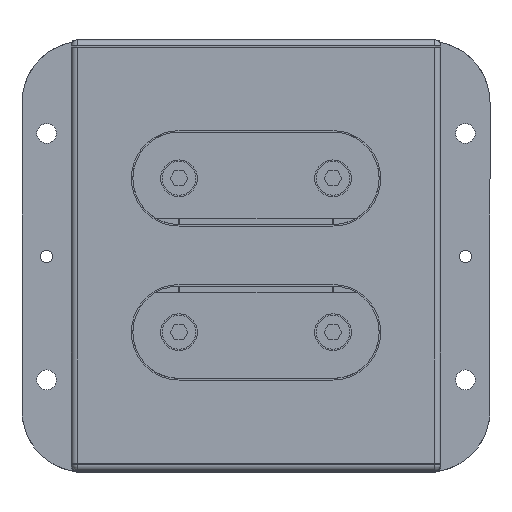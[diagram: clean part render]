
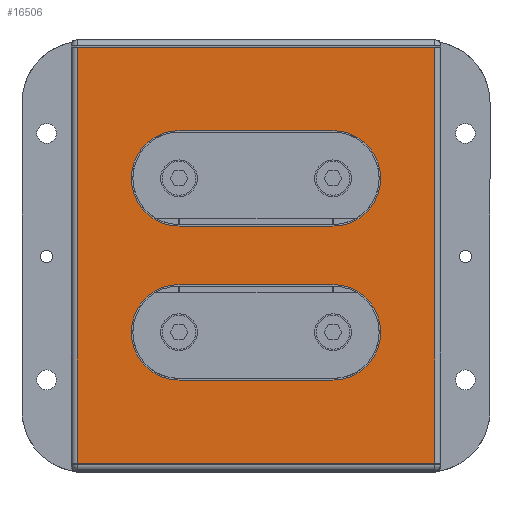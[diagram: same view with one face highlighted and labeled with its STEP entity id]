
A CAD part, top view. The second image highlights one B-rep face of the part: STEP entity #16506.
In plain terms, the highlighted planar face has unit normal (0, 0, 1).
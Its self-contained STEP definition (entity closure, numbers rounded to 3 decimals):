
#60 = DIRECTION ( 'NONE',  ( 0., 0., 1. ) ) ;
#204 = CIRCLE ( 'NONE', #8821, 7.75 ) ;
#285 = CARTESIAN_POINT ( 'NONE',  ( 30., -33.75, 122.8 ) ) ;
#413 = DIRECTION ( 'NONE',  ( 1., 0., 0. ) ) ;
#419 = DIRECTION ( 'NONE',  ( -1., 0., 0. ) ) ;
#517 = CARTESIAN_POINT ( 'NONE',  ( 29., -33.75, 122.8 ) ) ;
#899 = CARTESIAN_POINT ( 'NONE',  ( -12.5, 20.25, 122.8 ) ) ;
#927 = VECTOR ( 'NONE', #10460, 1000. ) ;
#1744 = VERTEX_POINT ( 'NONE', #15953 ) ;
#1766 = CARTESIAN_POINT ( 'NONE',  ( -12.5, -4.75, 122.8 ) ) ;
#1867 = CARTESIAN_POINT ( 'NONE',  ( -12.5, -4.75, 122.8 ) ) ;
#2041 = ORIENTED_EDGE ( 'NONE', *, *, #8394, .F. ) ;
#2170 = FACE_BOUND ( 'NONE', #5332, .T. ) ;
#2210 = ORIENTED_EDGE ( 'NONE', *, *, #2501, .F. ) ;
#2318 = DIRECTION ( 'NONE',  ( -1., 0., 0. ) ) ;
#2362 = VERTEX_POINT ( 'NONE', #2949 ) ;
#2366 = DIRECTION ( 'NONE',  ( 1., 0., 0. ) ) ;
#2385 = AXIS2_PLACEMENT_3D ( 'NONE', #15465, #9868, #2366 ) ;
#2501 = EDGE_CURVE ( 'NONE', #16536, #6543, #12357, .T. ) ;
#2535 = CARTESIAN_POINT ( 'NONE',  ( 12.5, -20.25, 122.8 ) ) ;
#2858 = CARTESIAN_POINT ( 'NONE',  ( 0., 0., 122.8 ) ) ;
#2949 = CARTESIAN_POINT ( 'NONE',  ( 20.25, 12.5, 122.8 ) ) ;
#3197 = EDGE_CURVE ( 'NONE', #17653, #16536, #3987, .T. ) ;
#3200 = DIRECTION ( 'NONE',  ( 0., 0., 1. ) ) ;
#3696 = VECTOR ( 'NONE', #2318, 1000. ) ;
#3770 = VERTEX_POINT ( 'NONE', #7417 ) ;
#3987 = CIRCLE ( 'NONE', #8396, 7.75 ) ;
#4029 = DIRECTION ( 'NONE',  ( 0., 1., 0. ) ) ;
#4301 = ORIENTED_EDGE ( 'NONE', *, *, #16045, .F. ) ;
#4338 = CARTESIAN_POINT ( 'NONE',  ( 12.5, 20.25, 122.8 ) ) ;
#4495 = ORIENTED_EDGE ( 'NONE', *, *, #14278, .T. ) ;
#4523 = CARTESIAN_POINT ( 'NONE',  ( -12.5, 4.75, 122.8 ) ) ;
#4547 = AXIS2_PLACEMENT_3D ( 'NONE', #18016, #9303, #6342 ) ;
#4669 = CARTESIAN_POINT ( 'NONE',  ( -12.5, 20.25, 122.8 ) ) ;
#4797 = LINE ( 'NONE', #4523, #10277 ) ;
#5039 = EDGE_CURVE ( 'NONE', #3770, #2362, #204, .T. ) ;
#5099 = DIRECTION ( 'NONE',  ( 0., -1., 0. ) ) ;
#5188 = LINE ( 'NONE', #10898, #11298 ) ;
#5332 = EDGE_LOOP ( 'NONE', ( #2041, #12828, #12754, #17806, #17662 ) ) ;
#5951 = CARTESIAN_POINT ( 'NONE',  ( -12.5, -20.25, 122.8 ) ) ;
#6089 = VERTEX_POINT ( 'NONE', #15347 ) ;
#6298 = CIRCLE ( 'NONE', #2385, 7.75 ) ;
#6319 = AXIS2_PLACEMENT_3D ( 'NONE', #2858, #14495, #13077 ) ;
#6342 = DIRECTION ( 'NONE',  ( 1., 0., 0. ) ) ;
#6396 = VERTEX_POINT ( 'NONE', #4669 ) ;
#6400 = ORIENTED_EDGE ( 'NONE', *, *, #8987, .T. ) ;
#6428 = EDGE_LOOP ( 'NONE', ( #2210, #6829, #7722, #4301, #11539 ) ) ;
#6543 = VERTEX_POINT ( 'NONE', #2535 ) ;
#6593 = DIRECTION ( 'NONE',  ( -1., 0., 0. ) ) ;
#6696 = CARTESIAN_POINT ( 'NONE',  ( 30., 33.75, 122.8 ) ) ;
#6829 = ORIENTED_EDGE ( 'NONE', *, *, #3197, .F. ) ;
#6930 = LINE ( 'NONE', #899, #14184 ) ;
#7026 = CARTESIAN_POINT ( 'NONE',  ( 29., 0., 122.8 ) ) ;
#7417 = CARTESIAN_POINT ( 'NONE',  ( 12.5, 4.75, 122.8 ) ) ;
#7518 = VERTEX_POINT ( 'NONE', #4338 ) ;
#7538 = VERTEX_POINT ( 'NONE', #14364 ) ;
#7564 = EDGE_CURVE ( 'NONE', #6396, #6089, #16216, .T. ) ;
#7703 = EDGE_CURVE ( 'NONE', #7518, #6396, #6930, .T. ) ;
#7722 = ORIENTED_EDGE ( 'NONE', *, *, #14349, .F. ) ;
#7803 = DIRECTION ( 'NONE',  ( 1., 0., 0. ) ) ;
#8092 = VECTOR ( 'NONE', #413, 1000. ) ;
#8394 = EDGE_CURVE ( 'NONE', #6089, #3770, #4797, .T. ) ;
#8396 = AXIS2_PLACEMENT_3D ( 'NONE', #11333, #3200, #9123 ) ;
#8444 = CIRCLE ( 'NONE', #14283, 7.75 ) ;
#8821 = AXIS2_PLACEMENT_3D ( 'NONE', #14093, #12552, #16989 ) ;
#8987 = EDGE_CURVE ( 'NONE', #1744, #18299, #5188, .T. ) ;
#9123 = DIRECTION ( 'NONE',  ( 1., 0., 0. ) ) ;
#9180 = CARTESIAN_POINT ( 'NONE',  ( -12.5, -20.25, 122.8 ) ) ;
#9303 = DIRECTION ( 'NONE',  ( 0., 0., 1. ) ) ;
#9477 = EDGE_CURVE ( 'NONE', #13100, #15707, #13834, .T. ) ;
#9868 = DIRECTION ( 'NONE',  ( 0., 0., 1. ) ) ;
#10277 = VECTOR ( 'NONE', #17681, 1000. ) ;
#10460 = DIRECTION ( 'NONE',  ( 1., 0., 0. ) ) ;
#10466 = EDGE_CURVE ( 'NONE', #2362, #7518, #6298, .T. ) ;
#10470 = VERTEX_POINT ( 'NONE', #12721 ) ;
#10637 = ORIENTED_EDGE ( 'NONE', *, *, #9477, .T. ) ;
#10898 = CARTESIAN_POINT ( 'NONE',  ( -29., 0., 122.8 ) ) ;
#11298 = VECTOR ( 'NONE', #5099, 1000. ) ;
#11333 = CARTESIAN_POINT ( 'NONE',  ( -12.5, -12.5, 122.8 ) ) ;
#11539 = ORIENTED_EDGE ( 'NONE', *, *, #12634, .F. ) ;
#11578 = PLANE ( 'NONE',  #6319 ) ;
#12049 = EDGE_CURVE ( 'NONE', #15707, #1744, #15262, .T. ) ;
#12357 = LINE ( 'NONE', #9180, #8092 ) ;
#12373 = ORIENTED_EDGE ( 'NONE', *, *, #12049, .T. ) ;
#12552 = DIRECTION ( 'NONE',  ( 0., 0., 1. ) ) ;
#12634 = EDGE_CURVE ( 'NONE', #6543, #10470, #8444, .T. ) ;
#12648 = CIRCLE ( 'NONE', #4547, 7.75 ) ;
#12720 = VECTOR ( 'NONE', #419, 1000. ) ;
#12721 = CARTESIAN_POINT ( 'NONE',  ( 20.25, -12.5, 122.8 ) ) ;
#12754 = ORIENTED_EDGE ( 'NONE', *, *, #7703, .F. ) ;
#12828 = ORIENTED_EDGE ( 'NONE', *, *, #7564, .F. ) ;
#13020 = DIRECTION ( 'NONE',  ( 0., 0., 1. ) ) ;
#13077 = DIRECTION ( 'NONE',  ( -1., 0., 0. ) ) ;
#13100 = VERTEX_POINT ( 'NONE', #517 ) ;
#13291 = FACE_OUTER_BOUND ( 'NONE', #15984, .T. ) ;
#13834 = LINE ( 'NONE', #7026, #16087 ) ;
#14093 = CARTESIAN_POINT ( 'NONE',  ( 12.5, 12.5, 122.8 ) ) ;
#14184 = VECTOR ( 'NONE', #6593, 1000. ) ;
#14278 = EDGE_CURVE ( 'NONE', #18299, #13100, #18150, .T. ) ;
#14283 = AXIS2_PLACEMENT_3D ( 'NONE', #18789, #13020, #16076 ) ;
#14349 = EDGE_CURVE ( 'NONE', #7538, #17653, #16575, .T. ) ;
#14364 = CARTESIAN_POINT ( 'NONE',  ( 12.5, -4.75, 122.8 ) ) ;
#14495 = DIRECTION ( 'NONE',  ( 0., 0., -1. ) ) ;
#15262 = LINE ( 'NONE', #6696, #3696 ) ;
#15347 = CARTESIAN_POINT ( 'NONE',  ( -12.5, 4.75, 122.8 ) ) ;
#15465 = CARTESIAN_POINT ( 'NONE',  ( 12.5, 12.5, 122.8 ) ) ;
#15707 = VERTEX_POINT ( 'NONE', #18424 ) ;
#15807 = CARTESIAN_POINT ( 'NONE',  ( -29., -33.75, 122.8 ) ) ;
#15953 = CARTESIAN_POINT ( 'NONE',  ( -29., 33.75, 122.8 ) ) ;
#15984 = EDGE_LOOP ( 'NONE', ( #12373, #6400, #4495, #10637 ) ) ;
#16045 = EDGE_CURVE ( 'NONE', #10470, #7538, #12648, .T. ) ;
#16076 = DIRECTION ( 'NONE',  ( 1., 0., 0. ) ) ;
#16087 = VECTOR ( 'NONE', #4029, 1000. ) ;
#16216 = CIRCLE ( 'NONE', #17811, 7.75 ) ;
#16506 = ADVANCED_FACE ( 'NONE', ( #2170, #17376, #13291 ), #11578, .F. ) ;
#16536 = VERTEX_POINT ( 'NONE', #5951 ) ;
#16575 = LINE ( 'NONE', #1766, #12720 ) ;
#16989 = DIRECTION ( 'NONE',  ( 1., 0., 0. ) ) ;
#17376 = FACE_BOUND ( 'NONE', #6428, .T. ) ;
#17653 = VERTEX_POINT ( 'NONE', #1867 ) ;
#17662 = ORIENTED_EDGE ( 'NONE', *, *, #5039, .F. ) ;
#17681 = DIRECTION ( 'NONE',  ( 1., 0., 0. ) ) ;
#17806 = ORIENTED_EDGE ( 'NONE', *, *, #10466, .F. ) ;
#17811 = AXIS2_PLACEMENT_3D ( 'NONE', #17886, #60, #7803 ) ;
#17886 = CARTESIAN_POINT ( 'NONE',  ( -12.5, 12.5, 122.8 ) ) ;
#18016 = CARTESIAN_POINT ( 'NONE',  ( 12.5, -12.5, 122.8 ) ) ;
#18150 = LINE ( 'NONE', #285, #927 ) ;
#18299 = VERTEX_POINT ( 'NONE', #15807 ) ;
#18424 = CARTESIAN_POINT ( 'NONE',  ( 29., 33.75, 122.8 ) ) ;
#18789 = CARTESIAN_POINT ( 'NONE',  ( 12.5, -12.5, 122.8 ) ) ;
